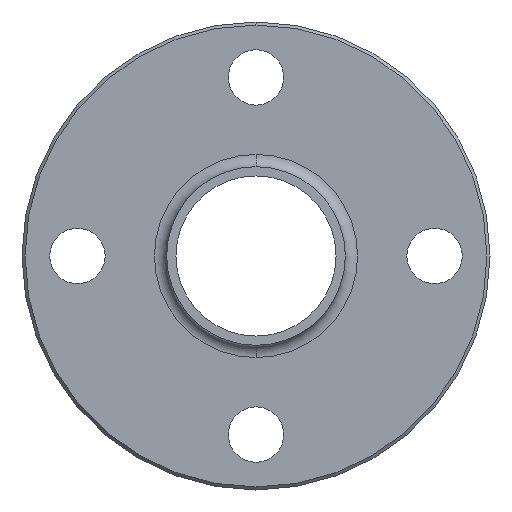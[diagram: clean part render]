
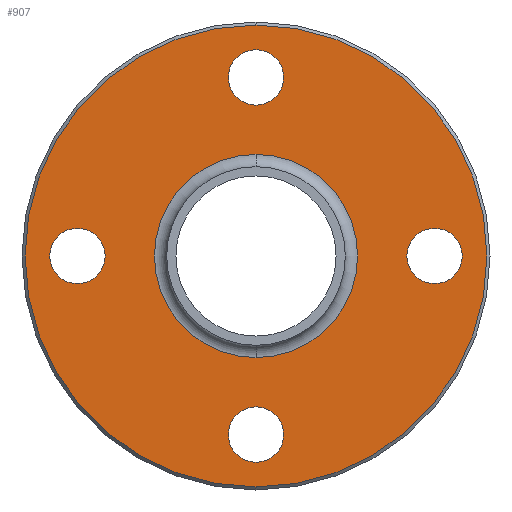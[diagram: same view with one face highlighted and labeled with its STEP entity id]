
A CAD part, left-side view. The second image highlights one B-rep face of the part: STEP entity #907.
In plain terms, the highlighted planar face has unit normal (-1, 0, 0).
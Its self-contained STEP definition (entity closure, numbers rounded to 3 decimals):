
#3 = CARTESIAN_POINT ( 'NONE',  ( 6.609, 0., 29. ) ) ;
#8 = AXIS2_PLACEMENT_3D ( 'NONE', #223, #710, #557 ) ;
#20 = CARTESIAN_POINT ( 'NONE',  ( 6.609, 0., -37.5 ) ) ;
#32 = CIRCLE ( 'NONE', #783, 4.5 ) ;
#36 = VERTEX_POINT ( 'NONE', #320 ) ;
#42 = ORIENTED_EDGE ( 'NONE', *, *, #343, .T. ) ;
#47 = CARTESIAN_POINT ( 'NONE',  ( 6.609, 29., 0. ) ) ;
#63 = DIRECTION ( 'NONE',  ( 0., 0., 1. ) ) ;
#68 = CARTESIAN_POINT ( 'NONE',  ( 6.609, 0., 24.5 ) ) ;
#97 = VERTEX_POINT ( 'NONE', #1006 ) ;
#100 = CARTESIAN_POINT ( 'NONE',  ( 6.609, -29., -4.5 ) ) ;
#116 = ORIENTED_EDGE ( 'NONE', *, *, #473, .T. ) ;
#120 = EDGE_LOOP ( 'NONE', ( #915, #42 ) ) ;
#143 = DIRECTION ( 'NONE',  ( 1., 0., 0. ) ) ;
#163 = CARTESIAN_POINT ( 'NONE',  ( 6.609, 0., 29. ) ) ;
#189 = AXIS2_PLACEMENT_3D ( 'NONE', #877, #880, #219 ) ;
#200 = VERTEX_POINT ( 'NONE', #20 ) ;
#204 = CARTESIAN_POINT ( 'NONE',  ( 6.609, 0., 37.5 ) ) ;
#210 = CIRCLE ( 'NONE', #494, 37.5 ) ;
#219 = DIRECTION ( 'NONE',  ( 0., 0., -1. ) ) ;
#223 = CARTESIAN_POINT ( 'NONE',  ( 6.609, 0., 0. ) ) ;
#226 = EDGE_CURVE ( 'NONE', #393, #681, #781, .T. ) ;
#228 = EDGE_LOOP ( 'NONE', ( #467, #791 ) ) ;
#253 = VERTEX_POINT ( 'NONE', #204 ) ;
#254 = DIRECTION ( 'NONE',  ( 0., 0., -1. ) ) ;
#255 = DIRECTION ( 'NONE',  ( 1., 0., 0. ) ) ;
#258 = DIRECTION ( 'NONE',  ( 1., 0., 0. ) ) ;
#261 = CIRCLE ( 'NONE', #664, 4.5 ) ;
#269 = VERTEX_POINT ( 'NONE', #374 ) ;
#281 = EDGE_CURVE ( 'NONE', #97, #726, #523, .T. ) ;
#282 = AXIS2_PLACEMENT_3D ( 'NONE', #948, #451, #618 ) ;
#320 = CARTESIAN_POINT ( 'NONE',  ( 6.609, 0., 33.5 ) ) ;
#322 = VERTEX_POINT ( 'NONE', #68 ) ;
#329 = ORIENTED_EDGE ( 'NONE', *, *, #687, .T. ) ;
#332 = DIRECTION ( 'NONE',  ( 0., 0., -1. ) ) ;
#343 = EDGE_CURVE ( 'NONE', #253, #200, #913, .T. ) ;
#346 = CARTESIAN_POINT ( 'NONE',  ( 6.609, -29., 0. ) ) ;
#351 = AXIS2_PLACEMENT_3D ( 'NONE', #910, #258, #332 ) ;
#374 = CARTESIAN_POINT ( 'NONE',  ( 6.609, 29., -4.5 ) ) ;
#393 = VERTEX_POINT ( 'NONE', #489 ) ;
#397 = AXIS2_PLACEMENT_3D ( 'NONE', #1048, #649, #63 ) ;
#405 = ORIENTED_EDGE ( 'NONE', *, *, #876, .T. ) ;
#415 = DIRECTION ( 'NONE',  ( 1., 0., 0. ) ) ;
#427 = CARTESIAN_POINT ( 'NONE',  ( 6.609, 0., 0. ) ) ;
#428 = ORIENTED_EDGE ( 'NONE', *, *, #888, .T. ) ;
#429 = FACE_OUTER_BOUND ( 'NONE', #120, .T. ) ;
#438 = ORIENTED_EDGE ( 'NONE', *, *, #780, .T. ) ;
#451 = DIRECTION ( 'NONE',  ( 1., 0., 0. ) ) ;
#462 = EDGE_CURVE ( 'NONE', #322, #36, #32, .T. ) ;
#463 = ORIENTED_EDGE ( 'NONE', *, *, #979, .T. ) ;
#467 = ORIENTED_EDGE ( 'NONE', *, *, #226, .F. ) ;
#473 = EDGE_CURVE ( 'NONE', #36, #322, #261, .T. ) ;
#477 = AXIS2_PLACEMENT_3D ( 'NONE', #47, #715, #1031 ) ;
#489 = CARTESIAN_POINT ( 'NONE',  ( 6.609, 0., 16.5 ) ) ;
#491 = AXIS2_PLACEMENT_3D ( 'NONE', #905, #415, #762 ) ;
#494 = AXIS2_PLACEMENT_3D ( 'NONE', #702, #862, #793 ) ;
#495 = FACE_BOUND ( 'NONE', #945, .T. ) ;
#505 = DIRECTION ( 'NONE',  ( 1., 0., 0. ) ) ;
#523 = CIRCLE ( 'NONE', #189, 4.5 ) ;
#524 = CARTESIAN_POINT ( 'NONE',  ( 6.609, 0., -33.5 ) ) ;
#531 = AXIS2_PLACEMENT_3D ( 'NONE', #879, #143, #953 ) ;
#535 = CIRCLE ( 'NONE', #477, 4.5 ) ;
#557 = DIRECTION ( 'NONE',  ( 0., 0., 1. ) ) ;
#572 = VERTEX_POINT ( 'NONE', #100 ) ;
#575 = FACE_BOUND ( 'NONE', #712, .T. ) ;
#598 = DIRECTION ( 'NONE',  ( 0., 0., 1. ) ) ;
#618 = DIRECTION ( 'NONE',  ( 0., 0., -1. ) ) ;
#649 = DIRECTION ( 'NONE',  ( -1., 0., 0. ) ) ;
#653 = AXIS2_PLACEMENT_3D ( 'NONE', #346, #505, #254 ) ;
#659 = EDGE_LOOP ( 'NONE', ( #428, #824 ) ) ;
#664 = AXIS2_PLACEMENT_3D ( 'NONE', #163, #906, #987 ) ;
#667 = CIRCLE ( 'NONE', #653, 4.5 ) ;
#681 = VERTEX_POINT ( 'NONE', #786 ) ;
#687 = EDGE_CURVE ( 'NONE', #269, #1007, #756, .T. ) ;
#702 = CARTESIAN_POINT ( 'NONE',  ( 6.609, 0., 0. ) ) ;
#703 = EDGE_CURVE ( 'NONE', #200, #253, #210, .T. ) ;
#707 = CIRCLE ( 'NONE', #8, 16.5 ) ;
#710 = DIRECTION ( 'NONE',  ( -1., 0., 0. ) ) ;
#712 = EDGE_LOOP ( 'NONE', ( #329, #405 ) ) ;
#715 = DIRECTION ( 'NONE',  ( 1., 0., 0. ) ) ;
#717 = CIRCLE ( 'NONE', #531, 4.5 ) ;
#726 = VERTEX_POINT ( 'NONE', #524 ) ;
#744 = FACE_BOUND ( 'NONE', #784, .T. ) ;
#756 = CIRCLE ( 'NONE', #282, 4.5 ) ;
#760 = DIRECTION ( 'NONE',  ( -1., 0., 0. ) ) ;
#762 = DIRECTION ( 'NONE',  ( 0., 0., -1. ) ) ;
#780 = EDGE_CURVE ( 'NONE', #810, #572, #717, .T. ) ;
#781 = CIRCLE ( 'NONE', #963, 16.5 ) ;
#783 = AXIS2_PLACEMENT_3D ( 'NONE', #3, #255, #1001 ) ;
#784 = EDGE_LOOP ( 'NONE', ( #463, #438 ) ) ;
#786 = CARTESIAN_POINT ( 'NONE',  ( 6.609, 0., -16.5 ) ) ;
#791 = ORIENTED_EDGE ( 'NONE', *, *, #848, .F. ) ;
#793 = DIRECTION ( 'NONE',  ( 0., 0., 1. ) ) ;
#810 = VERTEX_POINT ( 'NONE', #875 ) ;
#821 = CARTESIAN_POINT ( 'NONE',  ( 6.609, 29., 4.5 ) ) ;
#824 = ORIENTED_EDGE ( 'NONE', *, *, #281, .T. ) ;
#848 = EDGE_CURVE ( 'NONE', #681, #393, #707, .T. ) ;
#855 = CIRCLE ( 'NONE', #351, 4.5 ) ;
#862 = DIRECTION ( 'NONE',  ( -1., 0., 0. ) ) ;
#875 = CARTESIAN_POINT ( 'NONE',  ( 6.609, -29., 4.5 ) ) ;
#876 = EDGE_CURVE ( 'NONE', #1007, #269, #535, .T. ) ;
#877 = CARTESIAN_POINT ( 'NONE',  ( 6.609, 0., -29. ) ) ;
#879 = CARTESIAN_POINT ( 'NONE',  ( 6.609, -29., 0. ) ) ;
#880 = DIRECTION ( 'NONE',  ( 1., 0., 0. ) ) ;
#888 = EDGE_CURVE ( 'NONE', #726, #97, #855, .T. ) ;
#899 = PLANE ( 'NONE',  #491 ) ;
#905 = CARTESIAN_POINT ( 'NONE',  ( 6.609, 16.5, 0. ) ) ;
#906 = DIRECTION ( 'NONE',  ( 1., 0., 0. ) ) ;
#907 = ADVANCED_FACE ( 'NONE', ( #495, #744, #917, #575, #994, #429 ), #899, .F. ) ;
#910 = CARTESIAN_POINT ( 'NONE',  ( 6.609, 0., -29. ) ) ;
#913 = CIRCLE ( 'NONE', #397, 37.5 ) ;
#915 = ORIENTED_EDGE ( 'NONE', *, *, #703, .T. ) ;
#917 = FACE_BOUND ( 'NONE', #659, .T. ) ;
#945 = EDGE_LOOP ( 'NONE', ( #1063, #116 ) ) ;
#948 = CARTESIAN_POINT ( 'NONE',  ( 6.609, 29., 0. ) ) ;
#953 = DIRECTION ( 'NONE',  ( 0., 0., -1. ) ) ;
#963 = AXIS2_PLACEMENT_3D ( 'NONE', #427, #760, #598 ) ;
#979 = EDGE_CURVE ( 'NONE', #572, #810, #667, .T. ) ;
#987 = DIRECTION ( 'NONE',  ( 0., 0., -1. ) ) ;
#994 = FACE_BOUND ( 'NONE', #228, .T. ) ;
#1001 = DIRECTION ( 'NONE',  ( 0., 0., -1. ) ) ;
#1006 = CARTESIAN_POINT ( 'NONE',  ( 6.609, 0., -24.5 ) ) ;
#1007 = VERTEX_POINT ( 'NONE', #821 ) ;
#1031 = DIRECTION ( 'NONE',  ( 0., 0., -1. ) ) ;
#1048 = CARTESIAN_POINT ( 'NONE',  ( 6.609, 0., 0. ) ) ;
#1063 = ORIENTED_EDGE ( 'NONE', *, *, #462, .T. ) ;
